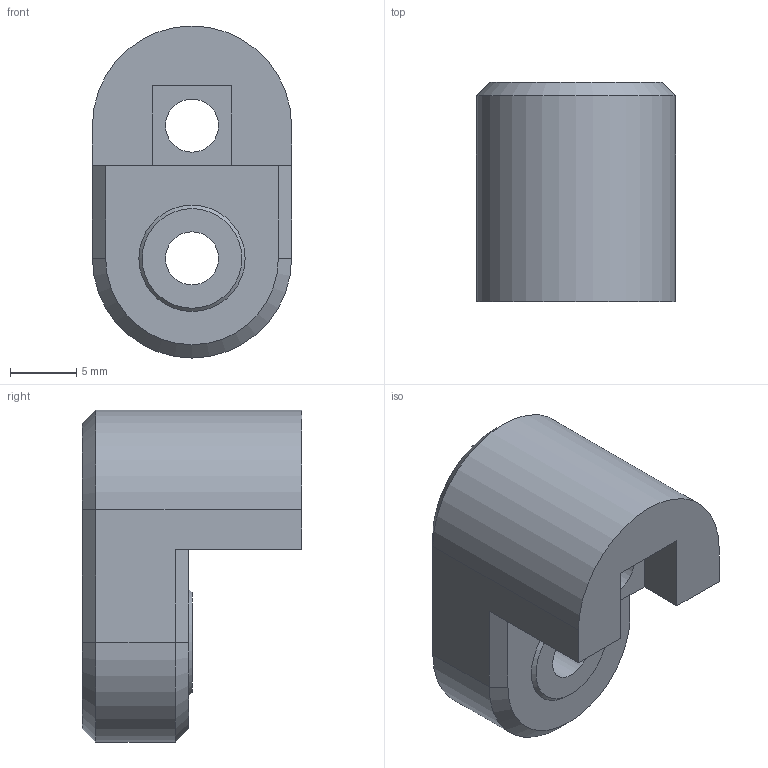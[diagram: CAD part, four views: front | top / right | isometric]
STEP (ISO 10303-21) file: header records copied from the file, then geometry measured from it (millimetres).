
FILE_DESCRIPTION(/* description */ (''),/* implementation_level */ '2;1');
FILE_NAME(/* name */ '15mm idler top.step',/* time_stamp */ '2022-10-31T20:58:56-05:00',/* author */ (''),/* organization */ (''),/* preprocessor_version */ 'ST-DEVELOPER v19',/* originating_system */ 'Autodesk Translation Framework v11.7.0.108',/* authorisation */ '');
FILE_SCHEMA (('AUTOMOTIVE_DESIGN { 1 0 10303 214 3 1 1 }'));
Length unit declared in the file: millimetre
Products named in the file (1): 15mm idler top
Bounding box: 15 x 16.5 x 25 mm (x, y, z)
Volume: 3013.7 mm3; surface area: 1868.7 mm2
Topology: 1 solids, 1 shells, 27 faces, 60 edges, 38 vertices
Faces by surface type: plane 17, cylinder 6, cone 4
Full cylindrical faces by diameter (mm): 4 x2, 8 x2
Entity records: 791 total; most frequent: DIRECTION 133, CARTESIAN_POINT 126, ORIENTED_EDGE 120, EDGE_CURVE 60, AXIS2_PLACEMENT_3D 45, LINE 43, VECTOR 43, VERTEX_POINT 38
